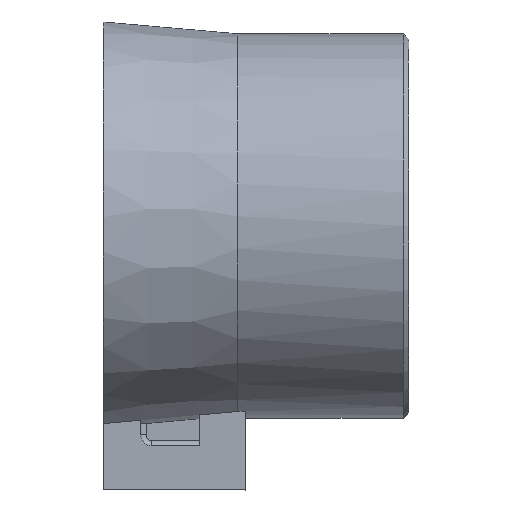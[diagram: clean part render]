
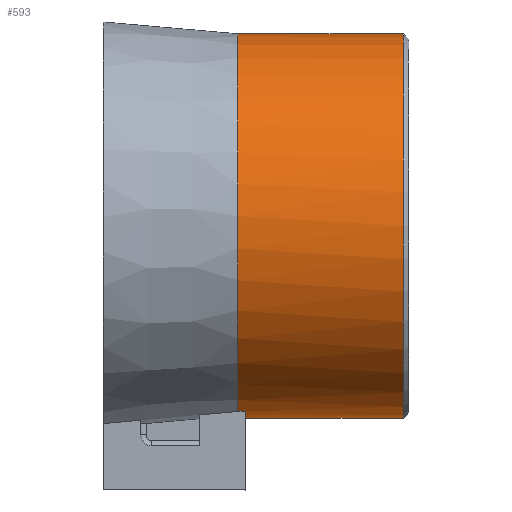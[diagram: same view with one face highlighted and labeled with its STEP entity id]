
A CAD part, top view. The second image highlights one B-rep face of the part: STEP entity #593.
In plain terms, the highlighted cylindrical face has radius 17.5 mm (diameter 35 mm), a partial arc.
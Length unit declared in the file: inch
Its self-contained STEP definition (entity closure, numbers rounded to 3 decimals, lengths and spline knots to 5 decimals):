
#58 = VECTOR ( 'NONE', #983, 39.37008 ) ;
#88 = DIRECTION ( 'NONE',  ( -1., 0., 0. ) ) ;
#97 = CARTESIAN_POINT ( 'NONE',  ( -0.26969, -0.68898, 0. ) ) ;
#126 = DIRECTION ( 'NONE',  ( -1., 0., 0. ) ) ;
#180 = DIRECTION ( 'NONE',  ( -1., 0., 0. ) ) ;
#199 = VECTOR ( 'NONE', #180, 39.37008 ) ;
#218 = CARTESIAN_POINT ( 'NONE',  ( -0.29803, 0.68898, 0. ) ) ;
#233 = DIRECTION ( 'NONE',  ( 1., 0., 0. ) ) ;
#277 = AXIS2_PLACEMENT_3D ( 'NONE', #300, #88, #1116 ) ;
#297 = CARTESIAN_POINT ( 'NONE',  ( -0.29803, -0.66421, 0.18307 ) ) ;
#300 = CARTESIAN_POINT ( 'NONE',  ( -0.26969, 0., 0. ) ) ;
#312 = VERTEX_POINT ( 'NONE', #97 ) ;
#316 = EDGE_CURVE ( 'NONE', #1234, #1135, #1079, .T. ) ;
#400 = CIRCLE ( 'NONE', #277, 0.68898 ) ;
#413 = CARTESIAN_POINT ( 'NONE',  ( -0.26969, -0.66421, 0.18307 ) ) ;
#415 = VERTEX_POINT ( 'NONE', #499 ) ;
#444 = B_SPLINE_CURVE_WITH_KNOTS ( 'NONE', 3,
 ( #413, #1340, #1224, #297 ),
 .UNSPECIFIED., .F., .F.,
 ( 4, 4 ),
 ( 0., 0.00072 ),
 .UNSPECIFIED. ) ;
#457 = DIRECTION ( 'NONE',  ( 0., 0., -1. ) ) ;
#499 = CARTESIAN_POINT ( 'NONE',  ( -0.29803, -0.66421, 0.18307 ) ) ;
#514 = CARTESIAN_POINT ( 'NONE',  ( 0.29528, -0.68898, 0. ) ) ;
#568 = EDGE_CURVE ( 'NONE', #312, #1385, #400, .T. ) ;
#573 = CIRCLE ( 'NONE', #767, 0.68898 ) ;
#593 = ADVANCED_FACE ( 'NONE', ( #1357 ), #1398, .T. ) ;
#654 = VERTEX_POINT ( 'NONE', #218 ) ;
#704 = CARTESIAN_POINT ( 'NONE',  ( 0.29528, 0., 0. ) ) ;
#754 = DIRECTION ( 'NONE',  ( 0., 0., -1. ) ) ;
#760 = CARTESIAN_POINT ( 'NONE',  ( 0.29528, -0.68898, 0. ) ) ;
#767 = AXIS2_PLACEMENT_3D ( 'NONE', #1231, #970, #754 ) ;
#791 = ORIENTED_EDGE ( 'NONE', *, *, #967, .F. ) ;
#810 = CARTESIAN_POINT ( 'NONE',  ( 0.00847, 0., 0. ) ) ;
#868 = LINE ( 'NONE', #760, #199 ) ;
#902 = EDGE_LOOP ( 'NONE', ( #1168, #1274, #1437, #1301, #932, #791 ) ) ;
#927 = EDGE_CURVE ( 'NONE', #415, #654, #573, .T. ) ;
#932 = ORIENTED_EDGE ( 'NONE', *, *, #927, .F. ) ;
#967 = EDGE_CURVE ( 'NONE', #1385, #415, #444, .T. ) ;
#969 = EDGE_CURVE ( 'NONE', #1135, #312, #868, .T. ) ;
#970 = DIRECTION ( 'NONE',  ( -1., 0., 0. ) ) ;
#983 = DIRECTION ( 'NONE',  ( 1., 0., 0. ) ) ;
#1061 = AXIS2_PLACEMENT_3D ( 'NONE', #810, #126, #457 ) ;
#1079 = CIRCLE ( 'NONE', #1206, 0.68898 ) ;
#1100 = LINE ( 'NONE', #1343, #58 ) ;
#1116 = DIRECTION ( 'NONE',  ( 0., 0., 1. ) ) ;
#1135 = VERTEX_POINT ( 'NONE', #514 ) ;
#1168 = ORIENTED_EDGE ( 'NONE', *, *, #568, .F. ) ;
#1206 = AXIS2_PLACEMENT_3D ( 'NONE', #704, #233, #1413 ) ;
#1224 = CARTESIAN_POINT ( 'NONE',  ( -0.28858, -0.66421, 0.18307 ) ) ;
#1231 = CARTESIAN_POINT ( 'NONE',  ( -0.29803, 0., 0. ) ) ;
#1234 = VERTEX_POINT ( 'NONE', #1244 ) ;
#1244 = CARTESIAN_POINT ( 'NONE',  ( 0.29528, 0.68898, 0. ) ) ;
#1274 = ORIENTED_EDGE ( 'NONE', *, *, #969, .F. ) ;
#1283 = CARTESIAN_POINT ( 'NONE',  ( -0.26969, -0.66421, 0.18307 ) ) ;
#1301 = ORIENTED_EDGE ( 'NONE', *, *, #1443, .F. ) ;
#1340 = CARTESIAN_POINT ( 'NONE',  ( -0.27913, -0.66421, 0.18307 ) ) ;
#1343 = CARTESIAN_POINT ( 'NONE',  ( 0.00847, 0.68898, 0. ) ) ;
#1357 = FACE_OUTER_BOUND ( 'NONE', #902, .T. ) ;
#1385 = VERTEX_POINT ( 'NONE', #1283 ) ;
#1398 = CYLINDRICAL_SURFACE ( 'NONE', #1061, 0.68898 ) ;
#1413 = DIRECTION ( 'NONE',  ( 0., 0., -1. ) ) ;
#1437 = ORIENTED_EDGE ( 'NONE', *, *, #316, .F. ) ;
#1443 = EDGE_CURVE ( 'NONE', #654, #1234, #1100, .T. ) ;
